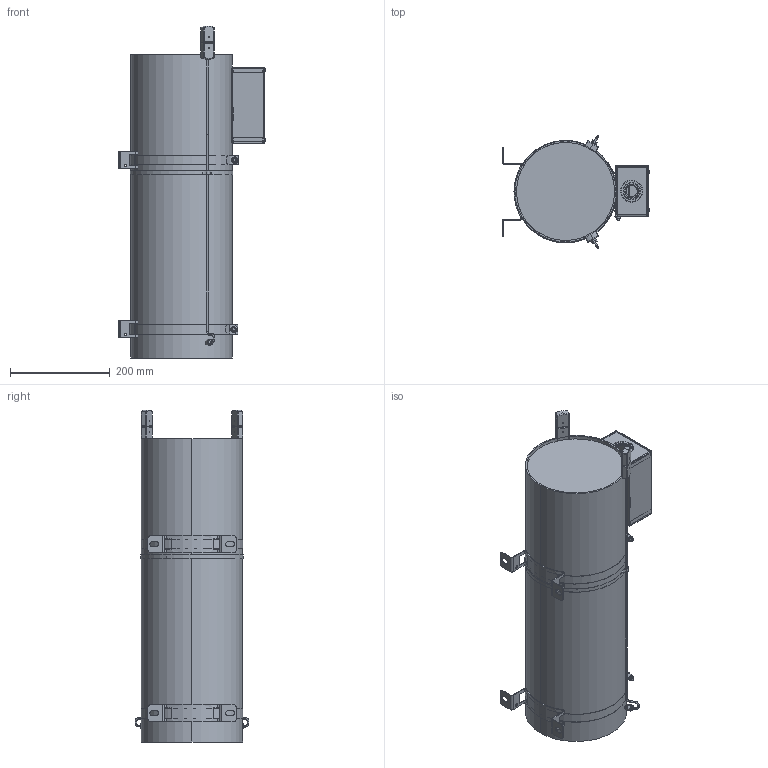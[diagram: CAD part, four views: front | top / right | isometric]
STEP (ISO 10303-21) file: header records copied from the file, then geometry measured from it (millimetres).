
FILE_DESCRIPTION (( 'STEP AP203' ), '1' );
FILE_NAME ('FT800-NF-NF-TF2 SEP2017 203.STEP', '2017-09-01T17:45:13', ( '' ), ( '' ), 'SwSTEP 2.0', 'SolidWorks 2017', '' );
FILE_SCHEMA (( 'CONFIG_CONTROL_DESIGN' ));
Length unit declared in the file: inch
Products named in the file (1): FT800-NF-NF-TF2 SEP2017 203
Bounding box: 296.42 x 228.64 x 666.89 mm (x, y, z)
Volume: 1544346.3 mm3; surface area: 1194176 mm2
Topology: 321 solids, 321 shells, 5434 faces, 14031 edges, 9212 vertices
Faces by surface type: plane 3311, bspline 1350, cylinder 531, cone 226, torus 16
Entity records: 171886 total; most frequent: CARTESIAN_POINT 47522, ORIENTED_EDGE 27998, DIRECTION 20883, EDGE_CURVE 13999, LINE 9733, VECTOR 9733, VERTEX_POINT 9212, EDGE_LOOP 5753
